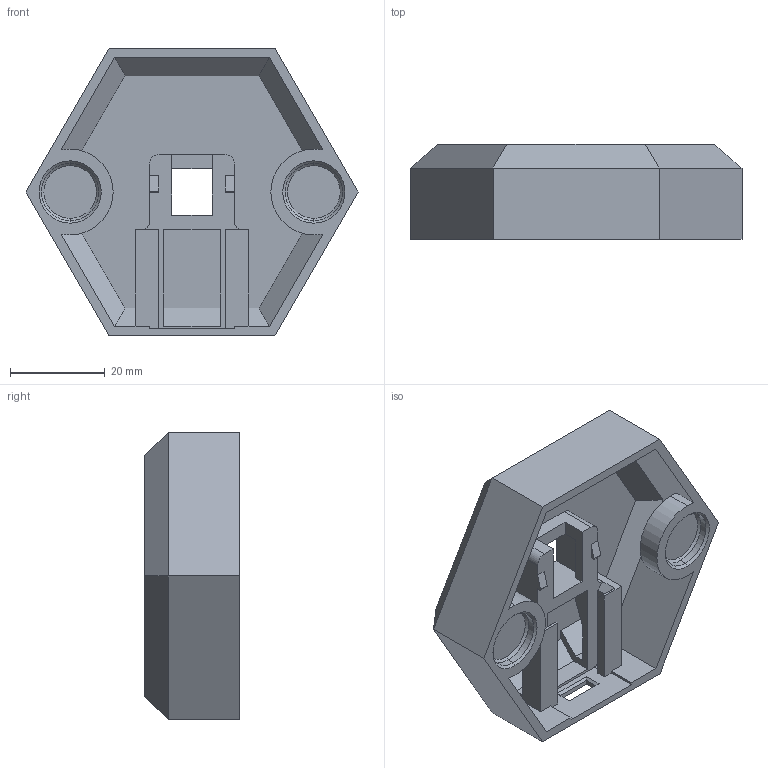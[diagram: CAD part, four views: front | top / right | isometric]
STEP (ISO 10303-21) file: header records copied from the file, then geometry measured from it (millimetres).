
FILE_DESCRIPTION (( 'STEP AP214' ), '1' );
FILE_NAME ('base_1.STEP', '2020-04-13T15:39:47', ( '' ), ( '' ), 'SwSTEP 2.0', 'SolidWorks 2016', '' );
FILE_SCHEMA (( 'AUTOMOTIVE_DESIGN' ));
Length unit declared in the file: millimetre
Products named in the file (1): base_1
Bounding box: 70 x 20 x 60.62 mm (x, y, z)
Volume: 16412.4 mm3; surface area: 15971.5 mm2
Topology: 1 solids, 1 shells, 124 faces, 336 edges, 214 vertices
Faces by surface type: plane 98, cylinder 18, cone 8
Entity records: 5238 total; most frequent: CARTESIAN_POINT 675, ORIENTED_EDGE 672, DIRECTION 630, EDGE_CURVE 336, LINE 292, VECTOR 292, VERTEX_POINT 214, AXIS2_PLACEMENT_3D 169
